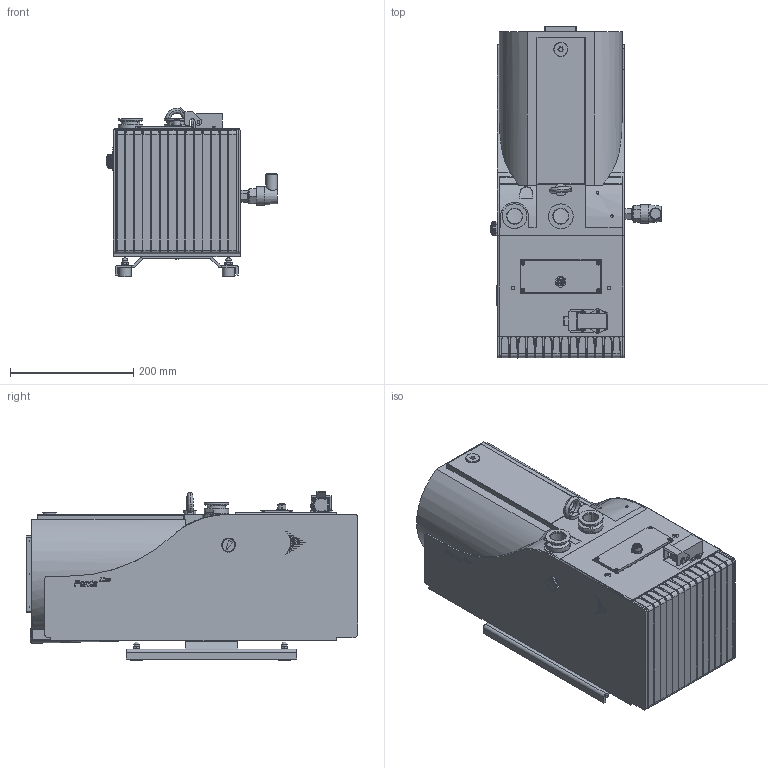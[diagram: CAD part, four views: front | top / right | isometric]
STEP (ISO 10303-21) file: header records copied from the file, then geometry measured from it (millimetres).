
FILE_DESCRIPTION((''),'2;1');
FILE_NAME('PK198381_081208.stp','2008-12-08T11:32:37',('wagner-j'),(''),'Autodesk Inventor 11','Autodesk Inventor 11','');
FILE_SCHEMA(('AUTOMOTIVE_DESIGN { 1 0 10303 214 1 1 1 1 }'));
Length unit declared in the file: millimetre
Products named in the file (1): rad7493E
Bounding box: 277.57 x 539 x 275.77 mm (x, y, z)
Volume: 21707958.9 mm3; surface area: 693715.2 mm2
Topology: 40 solids, 40 shells, 2030 faces, 5303 edges, 3435 vertices
Faces by surface type: plane 868, cylinder 551, bspline 415, cone 89, torus 81, sphere 26
Full cylindrical faces by diameter (mm): 1 x5, 1.2 x8, 2.5 x1, 3 x6, 3.5 x2, 4 x6, 4.2 x1, 4.5 x5, 5.5 x3, 5.54 x4, 7 x12, 8 x1, 9.5 x4, 9.723 x2, 11 x2, 11.1 x2, 12 x1, 14 x2, 14.6 x1, 14.8 x1, 15.5 x1, 16 x1, 19 x2, 20 x1, 20.5 x1, 22 x2, 30 x1
Entity records: 80388 total; most frequent: CARTESIAN_POINT 33534, ORIENTED_EDGE 10026, DIRECTION 8962, EDGE_CURVE 5013, VERTEX_POINT 3341, AXIS2_PLACEMENT_3D 3194, VECTOR 2574, LINE 2574
